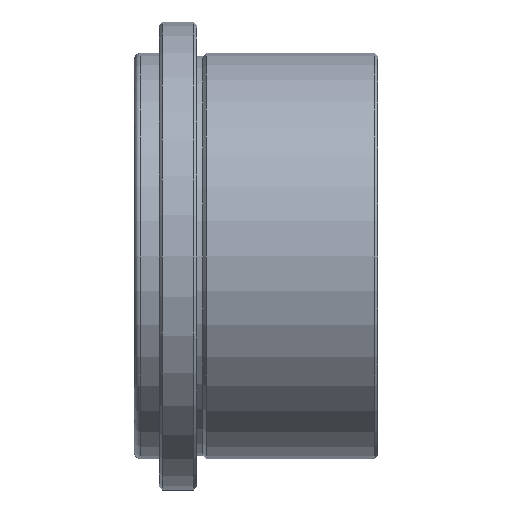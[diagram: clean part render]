
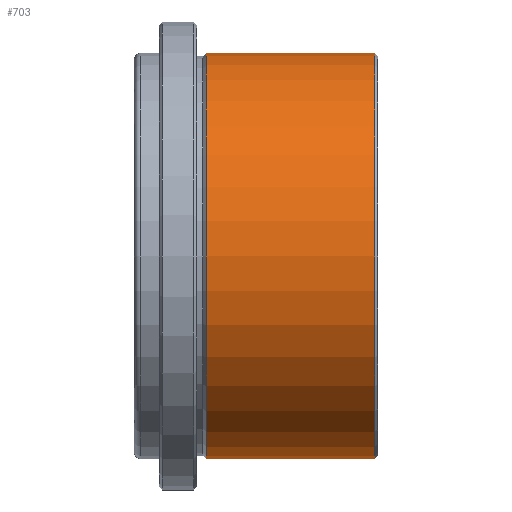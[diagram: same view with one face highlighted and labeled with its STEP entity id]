
A CAD part, left-side view. The second image highlights one B-rep face of the part: STEP entity #703.
In plain terms, the highlighted cylindrical face has radius 32.5 mm (diameter 65 mm), a partial arc.
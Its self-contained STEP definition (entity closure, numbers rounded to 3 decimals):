
#45 = VERTEX_POINT ( 'NONE', #355 ) ;
#115 = DIRECTION ( 'NONE',  ( 0., 0., -1. ) ) ;
#121 = CARTESIAN_POINT ( 'NONE',  ( 0., 0., 0. ) ) ;
#169 = DIRECTION ( 'NONE',  ( 0., -1., 0. ) ) ;
#294 = ORIENTED_EDGE ( 'NONE', *, *, #1527, .T. ) ;
#331 = EDGE_CURVE ( 'NONE', #677, #45, #1244, .T. ) ;
#346 = VERTEX_POINT ( 'NONE', #1705 ) ;
#355 = CARTESIAN_POINT ( 'NONE',  ( 0., -26.287, -32.5 ) ) ;
#374 = ORIENTED_EDGE ( 'NONE', *, *, #1981, .F. ) ;
#446 = FACE_OUTER_BOUND ( 'NONE', #1231, .T. ) ;
#507 = AXIS2_PLACEMENT_3D ( 'NONE', #1156, #169, #832 ) ;
#677 = VERTEX_POINT ( 'NONE', #691 ) ;
#685 = CIRCLE ( 'NONE', #507, 32.5 ) ;
#691 = CARTESIAN_POINT ( 'NONE',  ( 0., -26.287, 32.5 ) ) ;
#703 = ADVANCED_FACE ( 'NONE', ( #446 ), #1023, .T. ) ;
#743 = DIRECTION ( 'NONE',  ( 0., -1., 0. ) ) ;
#758 = CARTESIAN_POINT ( 'NONE',  ( 0., 0., -32.5 ) ) ;
#797 = ORIENTED_EDGE ( 'NONE', *, *, #1330, .T. ) ;
#832 = DIRECTION ( 'NONE',  ( 0., 0., -1. ) ) ;
#836 = LINE ( 'NONE', #1994, #1601 ) ;
#874 = VERTEX_POINT ( 'NONE', #1622 ) ;
#950 = DIRECTION ( 'NONE',  ( 0., -1., 0. ) ) ;
#1023 = CYLINDRICAL_SURFACE ( 'NONE', #1889, 32.5 ) ;
#1062 = CARTESIAN_POINT ( 'NONE',  ( 0., -26.287, 0. ) ) ;
#1072 = DIRECTION ( 'NONE',  ( 0., 0., -1. ) ) ;
#1156 = CARTESIAN_POINT ( 'NONE',  ( 0., 0.713, 0. ) ) ;
#1210 = DIRECTION ( 'NONE',  ( 0., -1., 0. ) ) ;
#1231 = EDGE_LOOP ( 'NONE', ( #374, #797, #294, #1377 ) ) ;
#1244 = CIRCLE ( 'NONE', #1639, 32.5 ) ;
#1330 = EDGE_CURVE ( 'NONE', #346, #874, #685, .T. ) ;
#1377 = ORIENTED_EDGE ( 'NONE', *, *, #331, .F. ) ;
#1527 = EDGE_CURVE ( 'NONE', #874, #45, #1975, .T. ) ;
#1601 = VECTOR ( 'NONE', #1210, 1000. ) ;
#1622 = CARTESIAN_POINT ( 'NONE',  ( 0., 0.713, -32.5 ) ) ;
#1639 = AXIS2_PLACEMENT_3D ( 'NONE', #1062, #743, #1072 ) ;
#1662 = DIRECTION ( 'NONE',  ( 0., -1., 0. ) ) ;
#1705 = CARTESIAN_POINT ( 'NONE',  ( 0., 0.713, 32.5 ) ) ;
#1852 = VECTOR ( 'NONE', #1662, 1000. ) ;
#1889 = AXIS2_PLACEMENT_3D ( 'NONE', #121, #950, #115 ) ;
#1975 = LINE ( 'NONE', #758, #1852 ) ;
#1981 = EDGE_CURVE ( 'NONE', #346, #677, #836, .T. ) ;
#1994 = CARTESIAN_POINT ( 'NONE',  ( 0., 0., 32.5 ) ) ;
